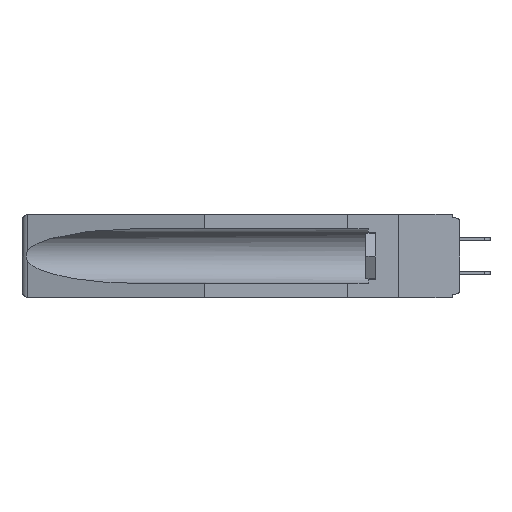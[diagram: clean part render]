
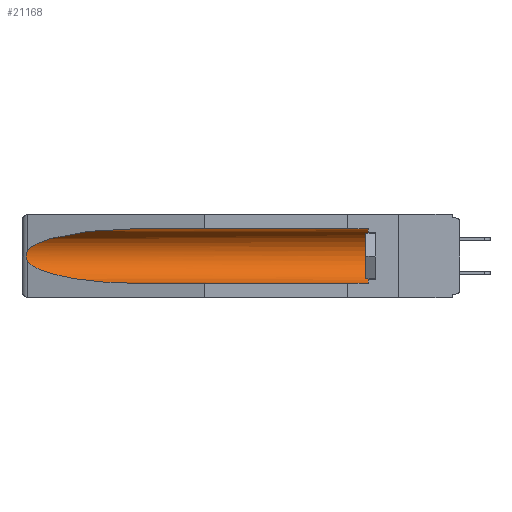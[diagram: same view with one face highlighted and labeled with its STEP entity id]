
A CAD part, left-side view. The second image highlights one B-rep face of the part: STEP entity #21168.
In plain terms, the highlighted cylindrical face has radius 2.857 mm (diameter 5.715 mm), a partial arc.
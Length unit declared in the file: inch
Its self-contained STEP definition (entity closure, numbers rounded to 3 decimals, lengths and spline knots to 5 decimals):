
#117 = ORIENTED_EDGE ( 'NONE', *, *, #1759, .T. ) ;
#872 = CARTESIAN_POINT ( 'NONE',  ( 0.26537, 1.52718, -0.14972 ) ) ;
#1759 = EDGE_CURVE ( 'NONE', #11786, #15790, #4734, .T. ) ;
#2145 = DIRECTION ( 'NONE',  ( 0., 1., 0. ) ) ;
#2418 = CARTESIAN_POINT ( 'NONE',  ( 0.155, 0.126, -0.1715 ) ) ;
#3215 = CARTESIAN_POINT ( 'NONE',  ( 0.155, 1.07973, -0.284 ) ) ;
#3366 = EDGE_CURVE ( 'NONE', #8486, #15790, #11440, .T. ) ;
#3553 = CARTESIAN_POINT ( 'NONE',  ( 0.2675, 1.53308, -0.16763 ) ) ;
#3726 = VECTOR ( 'NONE', #16509, 39.37008 ) ;
#3805 = CARTESIAN_POINT ( 'NONE',  ( 0.2673, 1.5327, -0.16383 ) ) ;
#4410 = CARTESIAN_POINT ( 'NONE',  ( 0.155, 1.07973, -0.059 ) ) ;
#4734 =( BOUNDED_CURVE ( )  B_SPLINE_CURVE ( 3, ( #23067, #19232, #13379, #3215 ),
 .UNSPECIFIED., .F., .T. ) 
 B_SPLINE_CURVE_WITH_KNOTS ( ( 4, 4 ),
 ( 0.1948, 1.5708 ),
 .UNSPECIFIED. ) 
 CURVE ( )  GEOMETRIC_REPRESENTATION_ITEM ( )  RATIONAL_B_SPLINE_CURVE ( ( 1., 0.848, 0.848, 1. ) ) 
 REPRESENTATION_ITEM ( '' )  );
#4800 = CARTESIAN_POINT ( 'NONE',  ( 0.155, -0.30754, -0.059 ) ) ;
#4916 = CARTESIAN_POINT ( 'NONE',  ( 0.155, 1.07973, -0.059 ) ) ;
#5038 = CIRCLE ( 'NONE', #11337, 0.1125 ) ;
#6986 = CARTESIAN_POINT ( 'NONE',  ( 0.25451, 1.48313, -0.09465 ) ) ;
#7277 = EDGE_LOOP ( 'NONE', ( #22287, #21881, #117, #23267, #24333, #18594 ) ) ;
#7638 = CARTESIAN_POINT ( 'NONE',  ( 0.155, 1.07973, -0.284 ) ) ;
#8313 = EDGE_CURVE ( 'NONE', #8486, #10742, #5038, .T. ) ;
#8486 = VERTEX_POINT ( 'NONE', #19625 ) ;
#8991 = CARTESIAN_POINT ( 'NONE',  ( 0.21114, 1.30732, -0.059 ) ) ;
#9294 = LINE ( 'NONE', #4800, #3726 ) ;
#9340 =( BOUNDED_CURVE ( )  B_SPLINE_CURVE ( 3, ( #4916, #8991, #6986, #872 ),
 .UNSPECIFIED., .F., .F. ) 
 B_SPLINE_CURVE_WITH_KNOTS ( ( 4, 4 ),
 ( 4.71239, 6.08839 ),
 .UNSPECIFIED. ) 
 CURVE ( )  GEOMETRIC_REPRESENTATION_ITEM ( )  RATIONAL_B_SPLINE_CURVE ( ( 1., 0.848, 0.848, 1. ) ) 
 REPRESENTATION_ITEM ( '' )  );
#9368 = B_SPLINE_CURVE_WITH_KNOTS ( 'NONE', 3,
 ( #15394, #17394, #21309, #3805, #3553, #23422, #9775, #17649, #19494, #21561 ),
 .UNSPECIFIED., .F., .F.,
 ( 4, 2, 2, 2, 4 ),
 ( 0., 0.00029, 0.00058, 0.00087, 0.00117 ),
 .UNSPECIFIED. ) ;
#9562 = VECTOR ( 'NONE', #11139, 39.37008 ) ;
#9679 = CARTESIAN_POINT ( 'NONE',  ( 0.26537, 1.52718, -0.19328 ) ) ;
#9752 = EDGE_CURVE ( 'NONE', #10742, #13675, #9294, .T. ) ;
#9775 = CARTESIAN_POINT ( 'NONE',  ( 0.2673, 1.53269, -0.17917 ) ) ;
#10742 = VERTEX_POINT ( 'NONE', #19306 ) ;
#10781 = EDGE_CURVE ( 'NONE', #13848, #11786, #9368, .T. ) ;
#11139 = DIRECTION ( 'NONE',  ( 0., 1., 0. ) ) ;
#11337 = AXIS2_PLACEMENT_3D ( 'NONE', #2418, #24346, #14189 ) ;
#11440 = LINE ( 'NONE', #23030, #9562 ) ;
#11786 = VERTEX_POINT ( 'NONE', #9679 ) ;
#13379 = CARTESIAN_POINT ( 'NONE',  ( 0.21114, 1.30732, -0.284 ) ) ;
#13675 = VERTEX_POINT ( 'NONE', #4410 ) ;
#13848 = VERTEX_POINT ( 'NONE', #18081 ) ;
#14189 = DIRECTION ( 'NONE',  ( 0., 0., 1. ) ) ;
#15394 = CARTESIAN_POINT ( 'NONE',  ( 0.26537, 1.52718, -0.14972 ) ) ;
#15790 = VERTEX_POINT ( 'NONE', #7638 ) ;
#15978 = DIRECTION ( 'NONE',  ( 0., 0., 1. ) ) ;
#16509 = DIRECTION ( 'NONE',  ( 0., 1., 0. ) ) ;
#17051 = FACE_OUTER_BOUND ( 'NONE', #7277, .T. ) ;
#17394 = CARTESIAN_POINT ( 'NONE',  ( 0.26597, 1.52961, -0.15275 ) ) ;
#17462 = EDGE_CURVE ( 'NONE', #13675, #13848, #9340, .T. ) ;
#17649 = CARTESIAN_POINT ( 'NONE',  ( 0.26655, 1.53094, -0.18657 ) ) ;
#18081 = CARTESIAN_POINT ( 'NONE',  ( 0.26537, 1.52718, -0.14972 ) ) ;
#18594 = ORIENTED_EDGE ( 'NONE', *, *, #9752, .T. ) ;
#18634 = AXIS2_PLACEMENT_3D ( 'NONE', #23926, #2145, #15978 ) ;
#18895 = CYLINDRICAL_SURFACE ( 'NONE', #18634, 0.1125 ) ;
#19232 = CARTESIAN_POINT ( 'NONE',  ( 0.25451, 1.48313, -0.24835 ) ) ;
#19306 = CARTESIAN_POINT ( 'NONE',  ( 0.155, 0.126, -0.059 ) ) ;
#19494 = CARTESIAN_POINT ( 'NONE',  ( 0.26597, 1.5296, -0.19026 ) ) ;
#19625 = CARTESIAN_POINT ( 'NONE',  ( 0.155, 0.126, -0.284 ) ) ;
#21168 = ADVANCED_FACE ( 'NONE', ( #17051 ), #18895, .F. ) ;
#21309 = CARTESIAN_POINT ( 'NONE',  ( 0.26654, 1.53092, -0.15636 ) ) ;
#21561 = CARTESIAN_POINT ( 'NONE',  ( 0.26537, 1.52718, -0.19328 ) ) ;
#21881 = ORIENTED_EDGE ( 'NONE', *, *, #10781, .T. ) ;
#22287 = ORIENTED_EDGE ( 'NONE', *, *, #17462, .T. ) ;
#23030 = CARTESIAN_POINT ( 'NONE',  ( 0.155, -0.30754, -0.284 ) ) ;
#23067 = CARTESIAN_POINT ( 'NONE',  ( 0.26537, 1.52718, -0.19328 ) ) ;
#23267 = ORIENTED_EDGE ( 'NONE', *, *, #3366, .F. ) ;
#23422 = CARTESIAN_POINT ( 'NONE',  ( 0.2675, 1.53308, -0.17534 ) ) ;
#23926 = CARTESIAN_POINT ( 'NONE',  ( 0.155, -0.30754, -0.1715 ) ) ;
#24333 = ORIENTED_EDGE ( 'NONE', *, *, #8313, .T. ) ;
#24346 = DIRECTION ( 'NONE',  ( 0., -1., 0. ) ) ;
